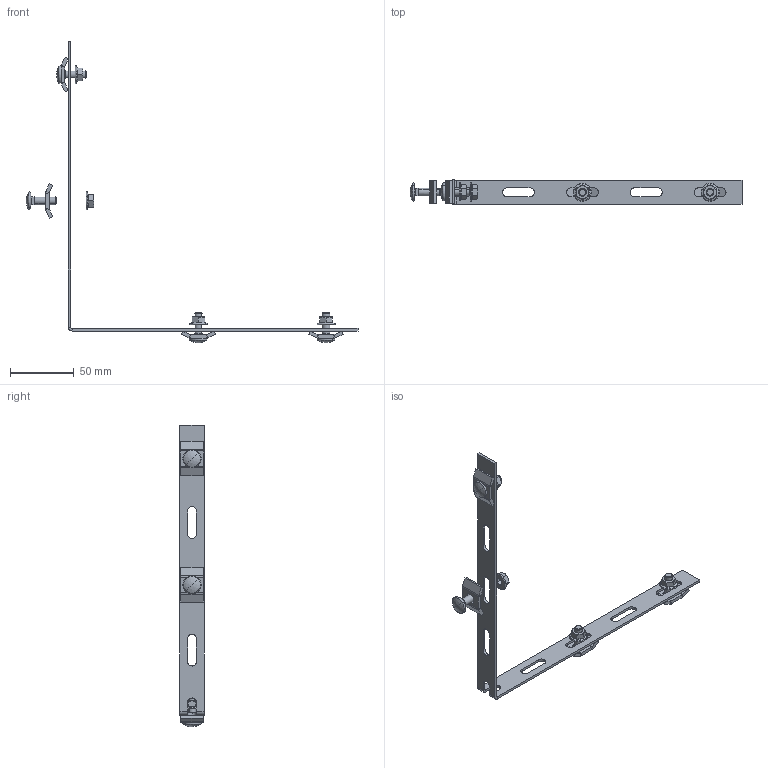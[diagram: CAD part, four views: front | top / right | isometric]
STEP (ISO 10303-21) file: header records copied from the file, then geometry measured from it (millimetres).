
FILE_DESCRIPTION (( 'STEP AP214' ), '1' );
FILE_NAME ('LC-CSB_3D.step', '2023-05-09T16:29:09', ( '' ), ( '' ), 'SwSTEP 2.0', 'SolidWorks 2022', '' );
FILE_SCHEMA (( 'AUTOMOTIVE_DESIGN' ));
Length unit declared in the file: millimetre
Products named in the file (5): square neck bolt 02_iso_ISO 8678-M6x20-15-C; LC-CSB_3D; PJ-CSB-EZ; hex flange nut gradea_iso_ISO - 4161 - M6 - N; PJ-KK34-SK
Assembly tree (13 placements, depth 2):
  LC-CSB_3D
    PJ-CSB-EZ
    PJ-KK34-SK  x4
    square neck bolt 02_iso_ISO 8678-M6x20-15-C  x4
    hex flange nut gradea_iso_ISO - 4161 - M6 - N  x4
Bounding box: 260.06 x 19 x 236.2 mm (x, y, z)
Volume: 24936.5 mm3; surface area: 27107.5 mm2
Topology: 13 solids, 13 shells, 441 faces, 1031 edges, 586 vertices
Faces by surface type: plane 178, cylinder 87, cone 76, bspline 56, torus 36, sphere 8
Entity records: 5292 total; most frequent: CARTESIAN_POINT 1359, DIRECTION 772, ORIENTED_EDGE 768, EDGE_CURVE 384, AXIS2_PLACEMENT_3D 287, VERTEX_POINT 232, VECTOR 198, LINE 198
